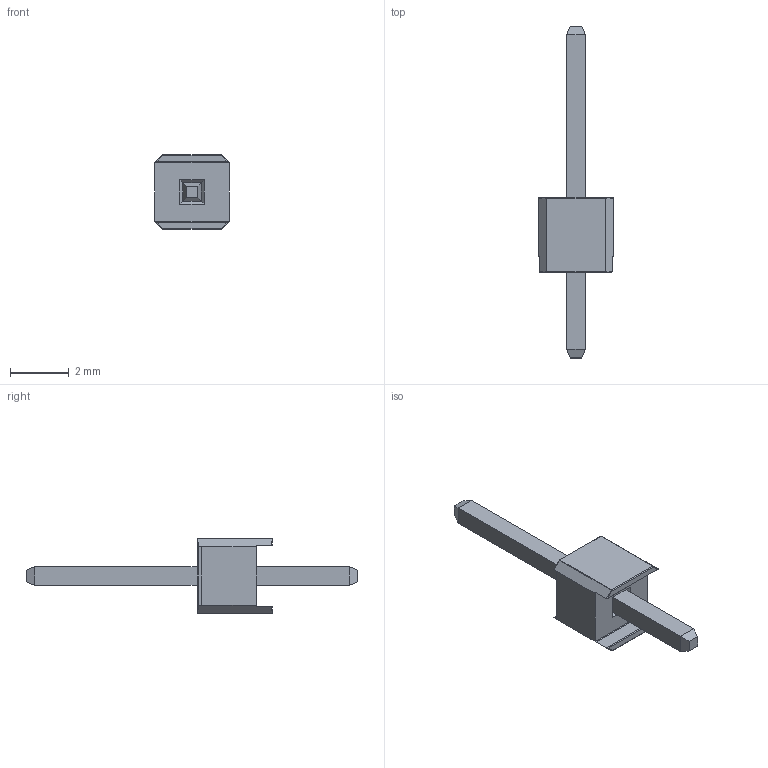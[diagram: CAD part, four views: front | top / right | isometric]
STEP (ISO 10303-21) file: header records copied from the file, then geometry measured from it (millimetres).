
FILE_DESCRIPTION (( 'STEP AP214' ), '1' );
FILE_NAME ('1DAAEA39-6AF9-4BD6-92F3-A0BC841ADCDD.STEP', '2022-11-09T14:07:43', ( '' ), ( '' ), 'SwSTEP 2.0', 'SolidWorks 2022', '' );
FILE_SCHEMA (( 'AUTOMOTIVE_DESIGN' ));
Length unit declared in the file: millimetre
Products named in the file (1): 1DAAEA39-6AF9-4BD6-92F3-A0BC841ADCDD
Bounding box: 2.54 x 11.3 x 2.54 mm (x, y, z)
Volume: 16.8 mm3; surface area: 70.3 mm2
Topology: 2 solids, 2 shells, 86 faces, 214 edges, 116 vertices
Faces by surface type: plane 44, cylinder 26, bspline 16
Entity records: 2597 total; most frequent: CARTESIAN_POINT 689, ORIENTED_EDGE 396, DIRECTION 380, EDGE_CURVE 198, AXIS2_PLACEMENT_3D 127, VECTOR 126, LINE 126, VERTEX_POINT 116
